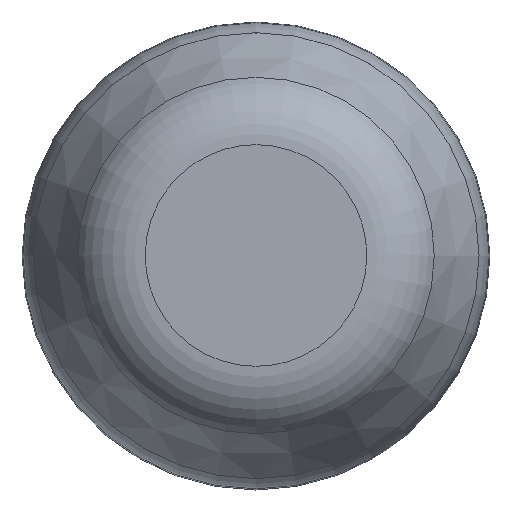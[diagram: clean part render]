
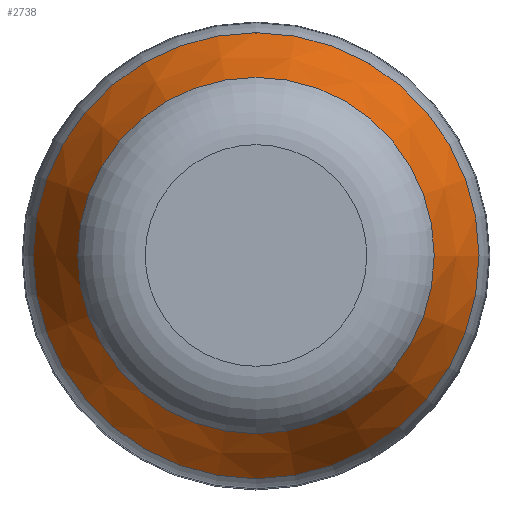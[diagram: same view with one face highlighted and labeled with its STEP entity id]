
A CAD part, top view. The second image highlights one B-rep face of the part: STEP entity #2738.
In plain terms, the highlighted conical face has half-angle 25 degrees and reference radius 18.874 mm.
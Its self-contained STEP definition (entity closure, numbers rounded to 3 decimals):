
#20=CONICAL_SURFACE('',#2926,18.874,25.);
#80=FACE_BOUND('',#457,.T.);
#297=FACE_OUTER_BOUND('',#456,.T.);
#456=EDGE_LOOP('',(#2442,#2443));
#457=EDGE_LOOP('',(#2444));
#1102=CIRCLE('',#2927,16.768);
#1103=CIRCLE('',#2928,16.768);
#1104=CIRCLE('',#2929,20.979);
#1342=VERTEX_POINT('',#4753);
#1343=VERTEX_POINT('',#4754);
#1344=VERTEX_POINT('',#4757);
#1710=EDGE_CURVE('',#1342,#1343,#1102,.T.);
#1711=EDGE_CURVE('',#1343,#1342,#1103,.T.);
#1712=EDGE_CURVE('',#1344,#1344,#1104,.T.);
#2442=ORIENTED_EDGE('',*,*,#1710,.F.);
#2443=ORIENTED_EDGE('',*,*,#1711,.F.);
#2444=ORIENTED_EDGE('',*,*,#1712,.F.);
#2738=ADVANCED_FACE('',(#297,#80),#20,.T.);
#2926=AXIS2_PLACEMENT_3D('',#4752,#3582,#3583);
#2927=AXIS2_PLACEMENT_3D('',#4755,#3584,#3585);
#2928=AXIS2_PLACEMENT_3D('',#4756,#3586,#3587);
#2929=AXIS2_PLACEMENT_3D('',#4758,#3588,#3589);
#3582=DIRECTION('center_axis',(0.,0.,-1.));
#3583=DIRECTION('ref_axis',(-1.,0.,0.));
#3584=DIRECTION('center_axis',(0.,0.,1.));
#3585=DIRECTION('ref_axis',(-1.,0.,0.));
#3586=DIRECTION('center_axis',(0.,0.,1.));
#3587=DIRECTION('ref_axis',(-1.,0.,0.));
#3588=DIRECTION('center_axis',(0.,0.,-1.));
#3589=DIRECTION('ref_axis',(-1.,0.,0.));
#4752=CARTESIAN_POINT('Origin',(0.,0.,
19.442));
#4753=CARTESIAN_POINT('',(-16.768,0.,23.958));
#4754=CARTESIAN_POINT('',(16.768,0.,23.958));
#4755=CARTESIAN_POINT('Origin',(0.,0.,23.958));
#4756=CARTESIAN_POINT('Origin',(0.,0.,23.958));
#4757=CARTESIAN_POINT('',(-20.979,0.,14.926));
#4758=CARTESIAN_POINT('Origin',(0.,0.,
14.926));
